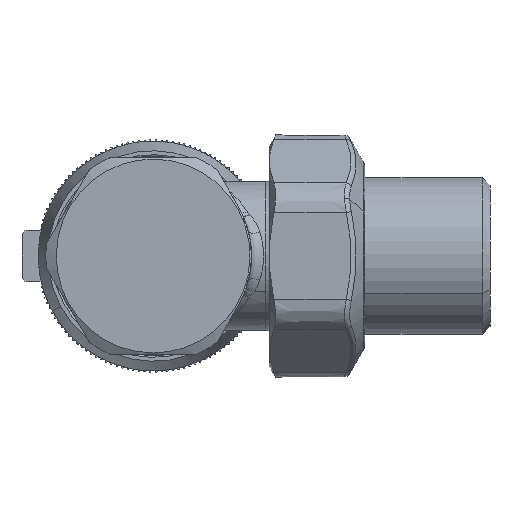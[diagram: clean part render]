
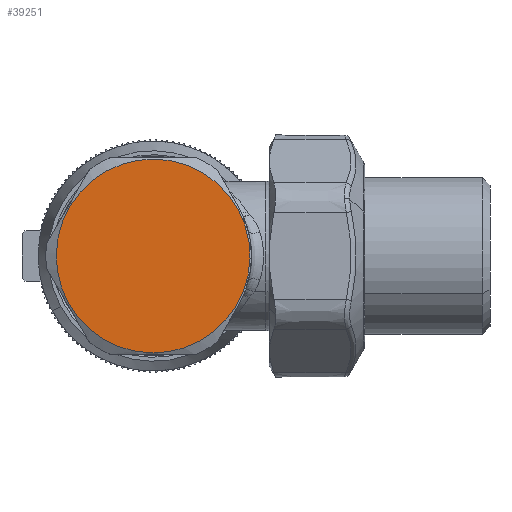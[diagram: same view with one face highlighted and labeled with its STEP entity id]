
A CAD part, front view. The second image highlights one B-rep face of the part: STEP entity #39251.
In plain terms, the highlighted planar face has unit normal (0, -1, 0).
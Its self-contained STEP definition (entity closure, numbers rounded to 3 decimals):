
#38094=CARTESIAN_POINT('Vertex',(-14.261,-26.,-7.791)) ;
#38097=CARTESIAN_POINT('Axis2P3D Location',(0.,-26.,0.)) ;
#38101=CARTESIAN_POINT('Vertex',(14.261,-26.,7.791)) ;
#38184=CARTESIAN_POINT('Axis2P3D Location',(0.,-26.,0.)) ;
#39242=CARTESIAN_POINT('Axis2P3D Location',(-16.25,-26.,0.)) ;
#38098=DIRECTION('Axis2P3D Direction',(0.,1.,-0.)) ;
#38185=DIRECTION('Axis2P3D Direction',(0.,1.,-0.)) ;
#39243=DIRECTION('Axis2P3D Direction',(0.,-1.,0.)) ;
#39244=DIRECTION('Axis2P3D XDirection',(1.,0.,0.)) ;
#38099=AXIS2_PLACEMENT_3D('Circle Axis2P3D',#38097,#38098,$) ;
#38186=AXIS2_PLACEMENT_3D('Circle Axis2P3D',#38184,#38185,$) ;
#39245=AXIS2_PLACEMENT_3D('Plane Axis2P3D',#39242,#39243,#39244) ;
#39248=ORIENTED_EDGE('',*,*,#38188,.T.) ;
#39249=ORIENTED_EDGE('',*,*,#38103,.T.) ;
#39251=ADVANCED_FACE('PartBody',(#39250),#39246,.T.) ;
#38100=CIRCLE('generated circle',#38099,16.25) ;
#38187=CIRCLE('generated circle',#38186,16.25) ;
#38103=EDGE_CURVE('',#38102,#38095,#38100,.F.) ;
#38188=EDGE_CURVE('',#38095,#38102,#38187,.F.) ;
#39247=EDGE_LOOP('',(#39248,#39249)) ;
#39250=FACE_OUTER_BOUND('',#39247,.T.) ;
#39246=PLANE('',#39245) ;
#38095=VERTEX_POINT('',#38094) ;
#38102=VERTEX_POINT('',#38101) ;
